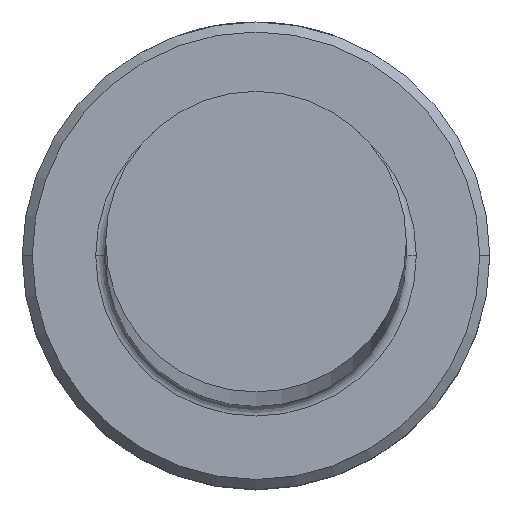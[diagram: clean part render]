
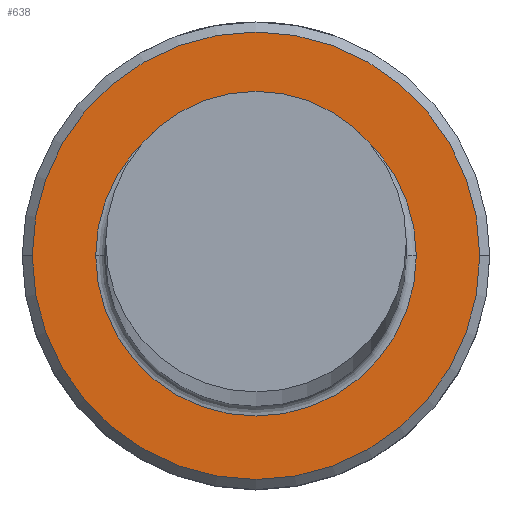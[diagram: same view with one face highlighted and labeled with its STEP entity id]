
A CAD part, top view. The second image highlights one B-rep face of the part: STEP entity #638.
In plain terms, the highlighted planar face has unit normal (0, 0, 1).
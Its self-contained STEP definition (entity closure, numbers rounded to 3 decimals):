
#44 = EDGE_LOOP ( 'NONE', ( #1148, #443 ) ) ;
#59 = AXIS2_PLACEMENT_3D ( 'NONE', #1070, #503, #1164 ) ;
#64 = CARTESIAN_POINT ( 'NONE',  ( 0., 0., 8. ) ) ;
#75 = ORIENTED_EDGE ( 'NONE', *, *, #1025, .T. ) ;
#92 = VERTEX_POINT ( 'NONE', #767 ) ;
#136 = CIRCLE ( 'NONE', #59, 4.8 ) ;
#152 = AXIS2_PLACEMENT_3D ( 'NONE', #64, #610, #253 ) ;
#224 = DIRECTION ( 'NONE',  ( 0., 0., 1. ) ) ;
#226 = AXIS2_PLACEMENT_3D ( 'NONE', #769, #224, #867 ) ;
#246 = DIRECTION ( 'NONE',  ( 0., 0., 1. ) ) ;
#253 = DIRECTION ( 'NONE',  ( 1., 0., 0. ) ) ;
#327 = AXIS2_PLACEMENT_3D ( 'NONE', #795, #246, #890 ) ;
#339 = DIRECTION ( 'NONE',  ( 0., 0., -1. ) ) ;
#350 = CARTESIAN_POINT ( 'NONE',  ( 4.8, 0., 8. ) ) ;
#443 = ORIENTED_EDGE ( 'NONE', *, *, #719, .T. ) ;
#494 = CIRCLE ( 'NONE', #226, 6.7 ) ;
#503 = DIRECTION ( 'NONE',  ( 0., 0., -1. ) ) ;
#548 = CARTESIAN_POINT ( 'NONE',  ( -4.8, 0., 8. ) ) ;
#610 = DIRECTION ( 'NONE',  ( 0., 0., 1. ) ) ;
#638 = ADVANCED_FACE ( 'NONE', ( #1081, #1053 ), #802, .T. ) ;
#657 = CIRCLE ( 'NONE', #985, 4.8 ) ;
#719 = EDGE_CURVE ( 'NONE', #92, #945, #494, .T. ) ;
#767 = CARTESIAN_POINT ( 'NONE',  ( 6.7, 0., 8. ) ) ;
#769 = CARTESIAN_POINT ( 'NONE',  ( 0., 0., 8. ) ) ;
#778 = CARTESIAN_POINT ( 'NONE',  ( -6.7, 0., 8. ) ) ;
#795 = CARTESIAN_POINT ( 'NONE',  ( 0., 0., 8. ) ) ;
#802 = PLANE ( 'NONE',  #152 ) ;
#813 = EDGE_CURVE ( 'NONE', #1097, #1147, #136, .T. ) ;
#867 = DIRECTION ( 'NONE',  ( 1., 0., 0. ) ) ;
#890 = DIRECTION ( 'NONE',  ( 1., 0., 0. ) ) ;
#896 = CARTESIAN_POINT ( 'NONE',  ( 0., 0., 8. ) ) ;
#935 = ORIENTED_EDGE ( 'NONE', *, *, #813, .T. ) ;
#945 = VERTEX_POINT ( 'NONE', #778 ) ;
#985 = AXIS2_PLACEMENT_3D ( 'NONE', #896, #339, #991 ) ;
#991 = DIRECTION ( 'NONE',  ( -1., 0., 0. ) ) ;
#1009 = EDGE_CURVE ( 'NONE', #945, #92, #1139, .T. ) ;
#1025 = EDGE_CURVE ( 'NONE', #1147, #1097, #657, .T. ) ;
#1053 = FACE_BOUND ( 'NONE', #1086, .T. ) ;
#1070 = CARTESIAN_POINT ( 'NONE',  ( 0., 0., 8. ) ) ;
#1081 = FACE_OUTER_BOUND ( 'NONE', #44, .T. ) ;
#1086 = EDGE_LOOP ( 'NONE', ( #75, #935 ) ) ;
#1097 = VERTEX_POINT ( 'NONE', #350 ) ;
#1139 = CIRCLE ( 'NONE', #327, 6.7 ) ;
#1147 = VERTEX_POINT ( 'NONE', #548 ) ;
#1148 = ORIENTED_EDGE ( 'NONE', *, *, #1009, .T. ) ;
#1164 = DIRECTION ( 'NONE',  ( -1., 0., 0. ) ) ;
